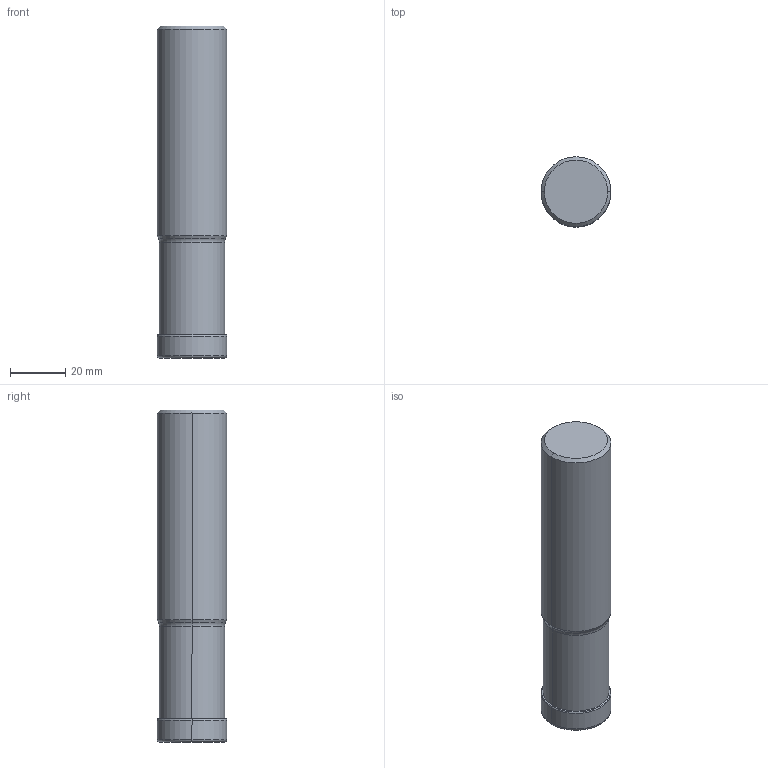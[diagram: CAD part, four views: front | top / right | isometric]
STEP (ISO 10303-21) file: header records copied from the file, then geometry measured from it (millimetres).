
FILE_DESCRIPTION(/* description */ (''),/* implementation_level */ '2;1');
FILE_NAME(/* name */ 'VPX200UR1604SA16S_IR0_039.stp',/* time_stamp */ '2021-09-08T11:38:40+09:00',/* author */ (''),/* organization */ (''),/* preprocessor_version */ 'ST-DEVELOPER v16',/* originating_system */ 'SIEMENS PLM Software NX 10.0',/* authorisation */ '');
FILE_SCHEMA (('AUTOMOTIVE_DESIGN { 1 0 10303 214 3 1 1 1 }'));
Length unit declared in the file: millimetre
Products named in the file (1): VPX200UR1604SA16S_IR0_039_ASM
Bounding box: 25.4 x 25.4 x 120.65 mm (x, y, z)
Volume: 59754.6 mm3; surface area: 11762.1 mm2
Topology: 2 solids, 2 shells, 49 faces, 126 edges, 97 vertices
Faces by surface type: revolution 16, torus 12, cone 10, cylinder 6, plane 3, bspline 2
Entity records: 2703 total; most frequent: CARTESIAN_POINT 1358, DIRECTION 285, ORIENTED_EDGE 224, AXIS2_PLACEMENT_3D 125, EDGE_CURVE 112, CIRCLE 83, VERTEX_POINT 66, EDGE_LOOP 50
